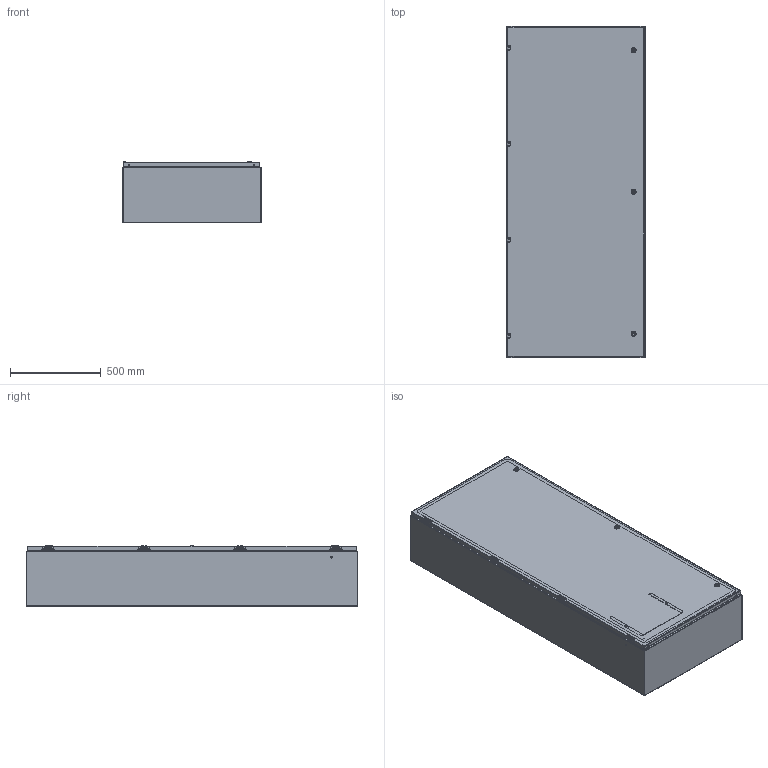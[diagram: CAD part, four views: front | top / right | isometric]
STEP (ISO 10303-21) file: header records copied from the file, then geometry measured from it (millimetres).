
FILE_DESCRIPTION (( 'STEP AP203' ), '1' );
FILE_NAME ('SCE-72EL3012LPLG.step', '2021-02-09T18:13:23', ( 'ADC123' ), ( 'Microsoft' ), 'SwSTEP 2.0', 'SolidWorks 2019', '' );
FILE_SCHEMA (( 'CONFIG_CONTROL_DESIGN' ));
Length unit declared in the file: inch
Products named in the file (1): SCE-72EL3012LPLG
Bounding box: 762 x 1828.8 x 336.05 mm (x, y, z)
Surface area: 12441631.2 mm2 (no closed solid volume)
Topology: 0 solids, 76 shells, 4253 faces, 11091 edges, 6984 vertices
Faces by surface type: plane 2029, cylinder 1206, bspline 882, cone 100, torus 36
Full cylindrical faces by diameter (mm): 1.016 x4, 3.454 x4, 3.962 x4, 3.978 x4, 4.318 x12, 4.369 x8, 4.978 x16, 5 x3, 5.182 x8, 5.207 x8, 5.232 x8, 5.5 x3, 5.537 x4, 6.096 x8, 6.198 x8, 6.299 x4, 6.35 x8, 6.363 x2, 6.756 x12, 7.137 x4, 8.433 x6, 9.296 x6, 9.322 x6, 9.525 x8, 9.9 x3, 10 x3, 11.112 x4, 12.7 x6, 12.8 x3, 13.5 x3
Entity records: 175007 total; most frequent: CARTESIAN_POINT 81077, ORIENTED_EDGE 20695, DIRECTION 17020, EDGE_CURVE 10360, VERTEX_POINT 6778, AXIS2_PLACEMENT_3D 5854, LINE 5312, VECTOR 5312
